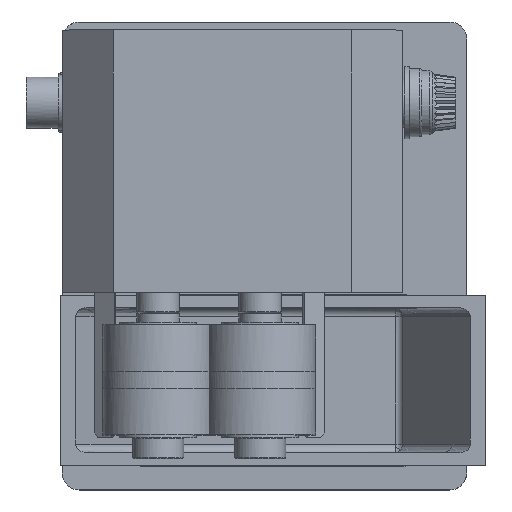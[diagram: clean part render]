
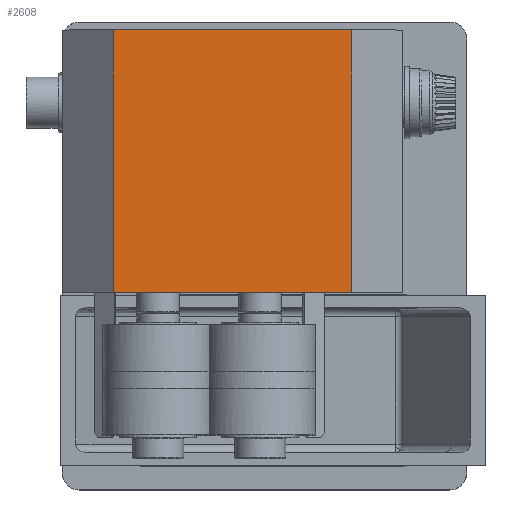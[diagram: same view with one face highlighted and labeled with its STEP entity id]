
A CAD part, top view. The second image highlights one B-rep face of the part: STEP entity #2608.
In plain terms, the highlighted free-form (B-spline) face has degree [1, 1] with [2, 2] control points.
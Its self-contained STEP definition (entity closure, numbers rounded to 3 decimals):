
#2455 = VERTEX_POINT('',#2456);
#2456 = CARTESIAN_POINT('',(34.467,140.066,
    125.4));
#2461 = EDGE_CURVE('',#2455,#2462,#2464,.T.);
#2462 = VERTEX_POINT('',#2463);
#2463 = CARTESIAN_POINT('',(116.6,140.066,
    125.4));
#2464 = B_SPLINE_CURVE_WITH_KNOTS('',1,(#2465,#2466),.UNSPECIFIED.,.F.,
  .F.,(2,2),(0.,56.),.PIECEWISE_BEZIER_KNOTS.);
#2465 = CARTESIAN_POINT('',(34.467,140.066,
    125.4));
#2466 = CARTESIAN_POINT('',(116.6,140.066,
    125.4));
#2592 = EDGE_CURVE('',#2593,#2462,#2595,.T.);
#2593 = VERTEX_POINT('',#2594);
#2594 = CARTESIAN_POINT('',(116.6,49.573,
    125.4));
#2595 = B_SPLINE_CURVE_WITH_KNOTS('',1,(#2596,#2597),.UNSPECIFIED.,.F.,
  .F.,(2,2),(0.,61.7),.PIECEWISE_BEZIER_KNOTS.);
#2596 = CARTESIAN_POINT('',(116.6,49.573,
    125.4));
#2597 = CARTESIAN_POINT('',(116.6,140.066,
    125.4));
#2608 = ADVANCED_FACE('',(#2609),#2625,.T.);
#2609 = FACE_BOUND('',#2610,.T.);
#2610 = EDGE_LOOP('',(#2611,#2618,#2619,#2620));
#2611 = ORIENTED_EDGE('',*,*,#2612,.T.);
#2612 = EDGE_CURVE('',#2613,#2593,#2615,.T.);
#2613 = VERTEX_POINT('',#2614);
#2614 = CARTESIAN_POINT('',(34.467,49.573,
    125.4));
#2615 = B_SPLINE_CURVE_WITH_KNOTS('',1,(#2616,#2617),.UNSPECIFIED.,.F.,
  .F.,(2,2),(0.,56.),.PIECEWISE_BEZIER_KNOTS.);
#2616 = CARTESIAN_POINT('',(34.467,49.573,
    125.4));
#2617 = CARTESIAN_POINT('',(116.6,49.573,
    125.4));
#2618 = ORIENTED_EDGE('',*,*,#2592,.T.);
#2619 = ORIENTED_EDGE('',*,*,#2461,.F.);
#2620 = ORIENTED_EDGE('',*,*,#2621,.T.);
#2621 = EDGE_CURVE('',#2455,#2613,#2622,.T.);
#2622 = B_SPLINE_CURVE_WITH_KNOTS('',1,(#2623,#2624),.UNSPECIFIED.,.F.,
  .F.,(2,2),(-0.,61.7),.PIECEWISE_BEZIER_KNOTS.);
#2623 = CARTESIAN_POINT('',(34.467,140.066,
    125.4));
#2624 = CARTESIAN_POINT('',(34.467,49.573,
    125.4));
#2625 = B_SPLINE_SURFACE_WITH_KNOTS('',1,1,(
    (#2626,#2627)
    ,(#2628,#2629
    )),.UNSPECIFIED.,.F.,.F.,.F.,(2,2),(2,2),(12.,68.),(0.,61.7),
  .PIECEWISE_BEZIER_KNOTS.);
#2626 = CARTESIAN_POINT('',(34.467,49.573,
    125.4));
#2627 = CARTESIAN_POINT('',(34.467,140.066,
    125.4));
#2628 = CARTESIAN_POINT('',(116.6,49.573,
    125.4));
#2629 = CARTESIAN_POINT('',(116.6,140.066,
    125.4));
